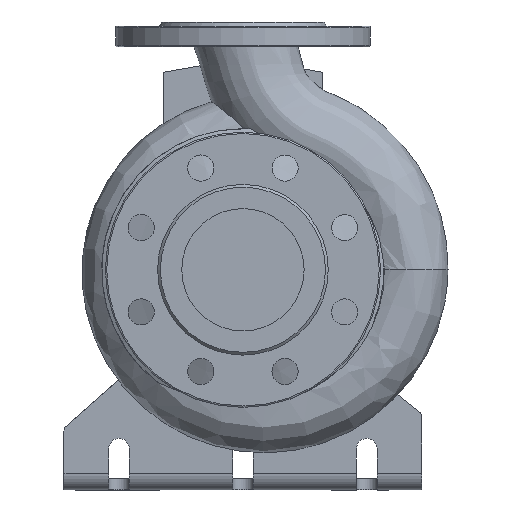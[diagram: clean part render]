
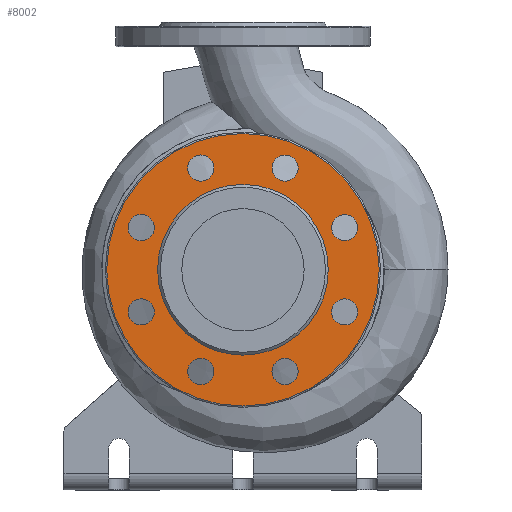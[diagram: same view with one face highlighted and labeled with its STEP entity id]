
A CAD part, left-side view. The second image highlights one B-rep face of the part: STEP entity #8002.
In plain terms, the highlighted planar face has unit normal (-1, 0, 0).
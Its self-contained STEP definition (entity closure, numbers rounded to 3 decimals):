
#222=FACE_BOUND('',#1209,.T.);
#223=FACE_BOUND('',#1210,.T.);
#224=FACE_BOUND('',#1211,.T.);
#225=FACE_BOUND('',#1212,.T.);
#226=FACE_BOUND('',#1213,.T.);
#227=FACE_BOUND('',#1214,.T.);
#228=FACE_BOUND('',#1215,.T.);
#229=FACE_BOUND('',#1216,.T.);
#230=FACE_BOUND('',#1217,.T.);
#334=PLANE('',#8640);
#686=FACE_OUTER_BOUND('',#1208,.T.);
#1208=EDGE_LOOP('',(#6062));
#1209=EDGE_LOOP('',(#6063));
#1210=EDGE_LOOP('',(#6064));
#1211=EDGE_LOOP('',(#6065));
#1212=EDGE_LOOP('',(#6066));
#1213=EDGE_LOOP('',(#6067));
#1214=EDGE_LOOP('',(#6068));
#1215=EDGE_LOOP('',(#6069));
#1216=EDGE_LOOP('',(#6070));
#1217=EDGE_LOOP('',(#6071));
#3047=CIRCLE('',#8615,9.5);
#3049=CIRCLE('',#8618,9.5);
#3051=CIRCLE('',#8621,9.5);
#3053=CIRCLE('',#8624,9.5);
#3055=CIRCLE('',#8627,9.5);
#3057=CIRCLE('',#8630,9.5);
#3059=CIRCLE('',#8633,9.5);
#3061=CIRCLE('',#8636,9.5);
#3062=CIRCLE('',#8638,62.);
#3064=CIRCLE('',#8641,99.);
#3584=VERTEX_POINT('',#12499);
#3586=VERTEX_POINT('',#12504);
#3588=VERTEX_POINT('',#12509);
#3590=VERTEX_POINT('',#12514);
#3592=VERTEX_POINT('',#12519);
#3594=VERTEX_POINT('',#12524);
#3596=VERTEX_POINT('',#12529);
#3598=VERTEX_POINT('',#12534);
#3599=VERTEX_POINT('',#12537);
#3601=VERTEX_POINT('',#12542);
#4498=EDGE_CURVE('',#3584,#3584,#3047,.T.);
#4500=EDGE_CURVE('',#3586,#3586,#3049,.T.);
#4502=EDGE_CURVE('',#3588,#3588,#3051,.T.);
#4504=EDGE_CURVE('',#3590,#3590,#3053,.T.);
#4506=EDGE_CURVE('',#3592,#3592,#3055,.T.);
#4508=EDGE_CURVE('',#3594,#3594,#3057,.T.);
#4510=EDGE_CURVE('',#3596,#3596,#3059,.T.);
#4512=EDGE_CURVE('',#3598,#3598,#3061,.T.);
#4513=EDGE_CURVE('',#3599,#3599,#3062,.T.);
#4515=EDGE_CURVE('',#3601,#3601,#3064,.T.);
#6062=ORIENTED_EDGE('',*,*,#4515,.T.);
#6063=ORIENTED_EDGE('',*,*,#4498,.F.);
#6064=ORIENTED_EDGE('',*,*,#4500,.F.);
#6065=ORIENTED_EDGE('',*,*,#4502,.F.);
#6066=ORIENTED_EDGE('',*,*,#4504,.F.);
#6067=ORIENTED_EDGE('',*,*,#4506,.F.);
#6068=ORIENTED_EDGE('',*,*,#4508,.F.);
#6069=ORIENTED_EDGE('',*,*,#4510,.F.);
#6070=ORIENTED_EDGE('',*,*,#4512,.F.);
#6071=ORIENTED_EDGE('',*,*,#4513,.F.);
#8002=ADVANCED_FACE('',(#686,#222,#223,#224,#225,#226,#227,#228,#229,#230),
#334,.F.);
#8615=AXIS2_PLACEMENT_3D('',#12500,#9987,#9988);
#8618=AXIS2_PLACEMENT_3D('',#12505,#9993,#9994);
#8621=AXIS2_PLACEMENT_3D('',#12510,#9999,#10000);
#8624=AXIS2_PLACEMENT_3D('',#12515,#10005,#10006);
#8627=AXIS2_PLACEMENT_3D('',#12520,#10011,#10012);
#8630=AXIS2_PLACEMENT_3D('',#12525,#10017,#10018);
#8633=AXIS2_PLACEMENT_3D('',#12530,#10023,#10024);
#8636=AXIS2_PLACEMENT_3D('',#12535,#10029,#10030);
#8638=AXIS2_PLACEMENT_3D('',#12538,#10033,#10034);
#8640=AXIS2_PLACEMENT_3D('',#12541,#10037,#10038);
#8641=AXIS2_PLACEMENT_3D('',#12543,#10039,#10040);
#9987=DIRECTION('center_axis',(-1.,0.,0.));
#9988=DIRECTION('ref_axis',(0.,0.707,-0.707));
#9993=DIRECTION('center_axis',(-1.,0.,0.));
#9994=DIRECTION('ref_axis',(0.,1.,0.));
#9999=DIRECTION('center_axis',(-1.,0.,0.));
#10000=DIRECTION('ref_axis',(0.,0.707,0.707));
#10005=DIRECTION('center_axis',(-1.,0.,0.));
#10006=DIRECTION('ref_axis',(0.,0.,
1.));
#10011=DIRECTION('center_axis',(-1.,0.,0.));
#10012=DIRECTION('ref_axis',(0.,-0.707,0.707));
#10017=DIRECTION('center_axis',(-1.,0.,0.));
#10018=DIRECTION('ref_axis',(0.,-1.,0.));
#10023=DIRECTION('center_axis',(-1.,0.,0.));
#10024=DIRECTION('ref_axis',(0.,-0.707,-0.707));
#10029=DIRECTION('center_axis',(-1.,0.,0.));
#10030=DIRECTION('ref_axis',(0.,0.,-1.));
#10033=DIRECTION('center_axis',(-1.,0.,0.));
#10034=DIRECTION('ref_axis',(0.,-1.,0.));
#10037=DIRECTION('center_axis',(1.,0.,0.));
#10038=DIRECTION('ref_axis',(0.,0.,1.));
#10039=DIRECTION('center_axis',(-1.,0.,0.));
#10040=DIRECTION('ref_axis',(0.,-1.,0.));
#12499=CARTESIAN_POINT('',(-98.,-80.628,136.103));
#12500=CARTESIAN_POINT('Origin',(-98.,-73.91,129.385));
#12504=CARTESIAN_POINT('',(-98.,-40.115,86.09));
#12505=CARTESIAN_POINT('Origin',(-98.,-30.615,86.09));
#12509=CARTESIAN_POINT('',(-98.,23.897,79.372));
#12510=CARTESIAN_POINT('Origin',(-98.,30.615,86.09));
#12514=CARTESIAN_POINT('',(-98.,73.91,119.885));
#12515=CARTESIAN_POINT('Origin',(-98.,73.91,129.385));
#12519=CARTESIAN_POINT('',(-98.,80.628,183.897));
#12520=CARTESIAN_POINT('Origin',(-98.,73.91,190.615));
#12524=CARTESIAN_POINT('',(-98.,40.115,233.91));
#12525=CARTESIAN_POINT('Origin',(-98.,30.615,233.91));
#12529=CARTESIAN_POINT('',(-98.,-23.897,240.628));
#12530=CARTESIAN_POINT('Origin',(-98.,-30.615,233.91));
#12534=CARTESIAN_POINT('',(-98.,-73.91,200.115));
#12535=CARTESIAN_POINT('Origin',(-98.,-73.91,190.615));
#12537=CARTESIAN_POINT('',(-98.,-62.,160.));
#12538=CARTESIAN_POINT('Origin',(-98.,0.,160.));
#12541=CARTESIAN_POINT('Origin',(-98.,-80.5,160.));
#12542=CARTESIAN_POINT('',(-98.,-99.,160.));
#12543=CARTESIAN_POINT('Origin',(-98.,0.,160.));
